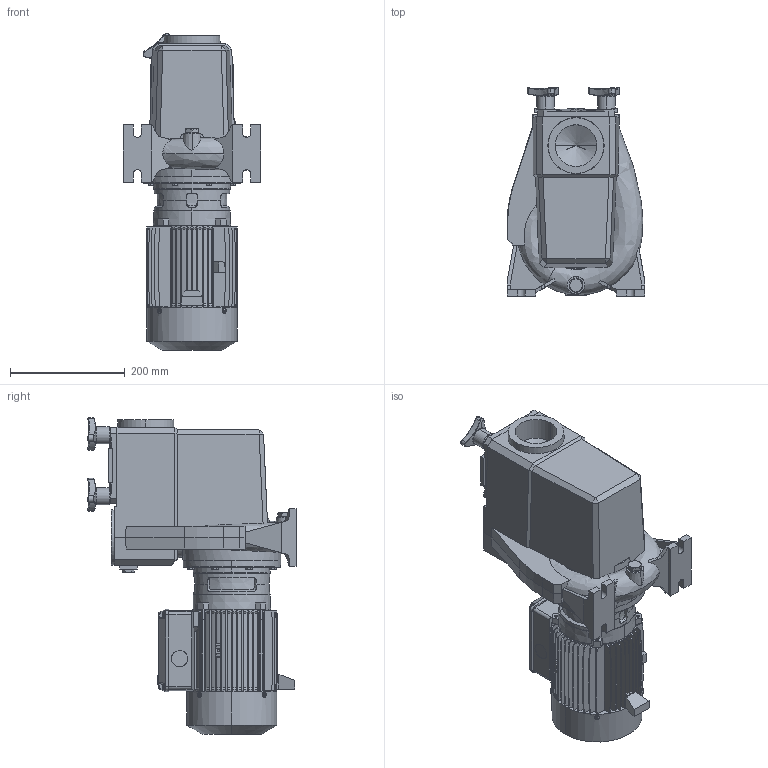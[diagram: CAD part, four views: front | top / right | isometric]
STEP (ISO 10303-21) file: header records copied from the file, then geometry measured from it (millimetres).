
FILE_DESCRIPTION (( 'STEP AP214' ), '1' );
FILE_NAME ('4.93.514.02swa01.step', '2022-08-12T09:41:29', ( '' ), ( '' ), 'SwSTEP 2.0', 'SolidWorks 2020', '' );
FILE_SCHEMA (( 'AUTOMOTIVE_DESIGN' ));
Length unit declared in the file: millimetre
Products named in the file (2): Copia di 91219^4.93.514.02swa01; 4.93.514.02swa01
Assembly tree (1 placements, depth 2):
  4.93.514.02swa01
    Copia di 91219^4.93.514.02swa01
Bounding box: 240 x 362.7 x 551.98 mm (x, y, z)
Volume: 15121966.3 mm3; surface area: 890752.7 mm2
Topology: 18 solids, 18 shells, 2800 faces, 7749 edges, 5101 vertices
Faces by surface type: bspline 1140, plane 1115, cylinder 298, cone 221, sphere 16, torus 10
Entity records: 102204 total; most frequent: CARTESIAN_POINT 36773, ORIENTED_EDGE 15484, DIRECTION 10216, EDGE_CURVE 7742, VERTEX_POINT 5101, VECTOR 4924, LINE 4924, EDGE_LOOP 2943
